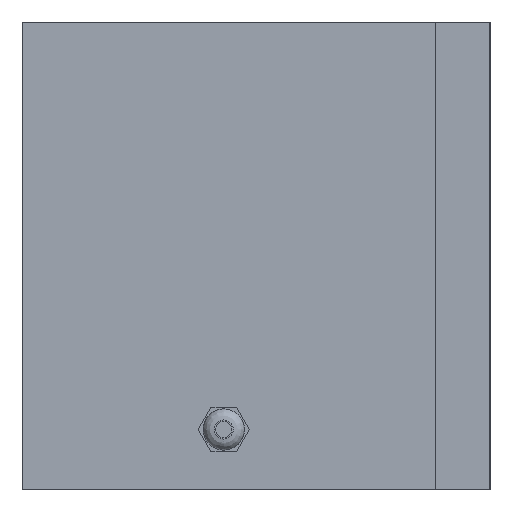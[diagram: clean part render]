
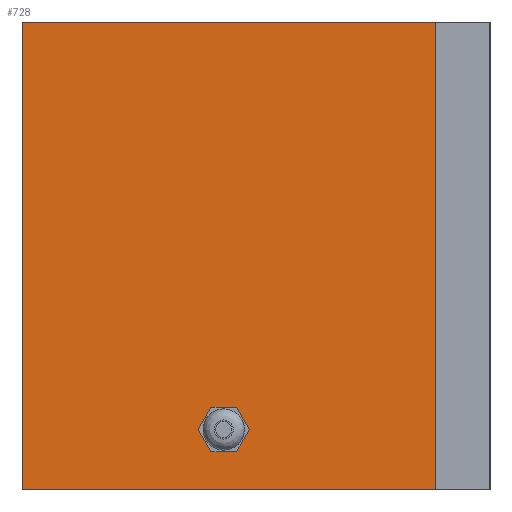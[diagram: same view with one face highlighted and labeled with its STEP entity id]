
A CAD part, left-side view. The second image highlights one B-rep face of the part: STEP entity #728.
In plain terms, the highlighted planar face has unit normal (-1, 0, 0).
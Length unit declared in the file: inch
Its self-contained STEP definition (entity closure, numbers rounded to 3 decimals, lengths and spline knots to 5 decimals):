
#40=FACE_BOUND('',#161,.T.);
#70=PLANE('',#803);
#111=FACE_OUTER_BOUND('',#160,.T.);
#160=EDGE_LOOP('',(#667,#668,#669,#670));
#161=EDGE_LOOP('',(#671,#672));
#216=LINE('',#1300,#286);
#221=LINE('',#1426,#291);
#233=LINE('',#1448,#303);
#234=LINE('',#1450,#304);
#286=VECTOR('',#960,0.3937);
#291=VECTOR('',#969,0.3937);
#303=VECTOR('',#991,0.3937);
#304=VECTOR('',#994,0.3937);
#317=CIRCLE('',#784,0.19685);
#318=CIRCLE('',#785,0.19685);
#362=VERTEX_POINT('',#1144);
#363=VERTEX_POINT('',#1145);
#380=VERTEX_POINT('',#1297);
#381=VERTEX_POINT('',#1299);
#385=VERTEX_POINT('',#1423);
#386=VERTEX_POINT('',#1425);
#445=EDGE_CURVE('',#362,#363,#317,.T.);
#446=EDGE_CURVE('',#363,#362,#318,.T.);
#467=EDGE_CURVE('',#380,#381,#216,.T.);
#475=EDGE_CURVE('',#385,#386,#221,.T.);
#487=EDGE_CURVE('',#380,#386,#233,.T.);
#488=EDGE_CURVE('',#381,#385,#234,.T.);
#667=ORIENTED_EDGE('',*,*,#487,.T.);
#668=ORIENTED_EDGE('',*,*,#475,.F.);
#669=ORIENTED_EDGE('',*,*,#488,.F.);
#670=ORIENTED_EDGE('',*,*,#467,.F.);
#671=ORIENTED_EDGE('',*,*,#445,.T.);
#672=ORIENTED_EDGE('',*,*,#446,.T.);
#728=ADVANCED_FACE('',(#111,#40),#70,.T.);
#784=AXIS2_PLACEMENT_3D('',#1146,#926,#927);
#785=AXIS2_PLACEMENT_3D('',#1147,#928,#929);
#803=AXIS2_PLACEMENT_3D('',#1449,#992,#993);
#926=DIRECTION('center_axis',(1.,0.,0.));
#927=DIRECTION('ref_axis',(0.,-1.,0.));
#928=DIRECTION('center_axis',(1.,0.,0.));
#929=DIRECTION('ref_axis',(0.,-1.,0.));
#960=DIRECTION('',(0.,1.,0.));
#969=DIRECTION('',(0.,-1.,0.));
#991=DIRECTION('',(0.,0.,1.));
#992=DIRECTION('center_axis',(-1.,0.,0.));
#993=DIRECTION('ref_axis',(0.,-1.,0.));
#994=DIRECTION('',(0.,0.,1.));
#1144=CARTESIAN_POINT('',(-11.,3.10315,-2.15));
#1145=CARTESIAN_POINT('',(-11.,3.49685,-2.15));
#1146=CARTESIAN_POINT('Origin',(-11.,3.3,-2.15));
#1147=CARTESIAN_POINT('Origin',(-11.,3.3,-2.15));
#1297=CARTESIAN_POINT('',(-11.,0.68,-2.9));
#1299=CARTESIAN_POINT('',(-11.,5.8,-2.9));
#1300=CARTESIAN_POINT('',(-11.,5.8,-2.9));
#1423=CARTESIAN_POINT('',(-11.,5.8,2.9));
#1425=CARTESIAN_POINT('',(-11.,0.68,2.9));
#1426=CARTESIAN_POINT('',(-11.,5.8,2.9));
#1448=CARTESIAN_POINT('',(-11.,0.68,0.));
#1449=CARTESIAN_POINT('Origin',(-11.,5.8,0.));
#1450=CARTESIAN_POINT('',(-11.,5.8,0.));
